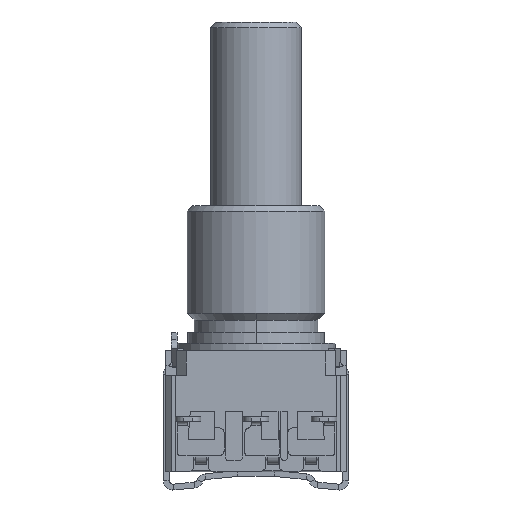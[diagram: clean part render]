
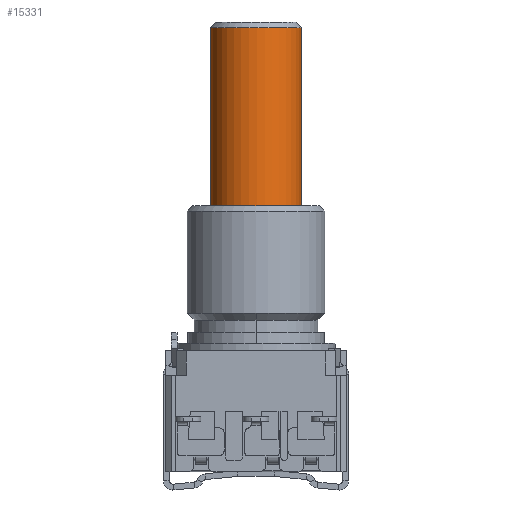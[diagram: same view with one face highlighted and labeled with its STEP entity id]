
A CAD part, front view. The second image highlights one B-rep face of the part: STEP entity #15331.
In plain terms, the highlighted cylindrical face has radius 3.151 mm (diameter 6.302 mm), a partial arc.
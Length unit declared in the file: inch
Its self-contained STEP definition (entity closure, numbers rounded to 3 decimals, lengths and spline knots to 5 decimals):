
#15194=CARTESIAN_POINT('',(-0.751,0.,0.));
#15195=DIRECTION('',(1.,0.,0.));
#15196=DIRECTION('',(0.,0.,1.));
#15197=AXIS2_PLACEMENT_3D('',#15194,#15195,#15196);
#15204=DIRECTION('',(1.,0.,0.));
#15205=VECTOR('',#15204,0.761);
#15206=CARTESIAN_POINT('',(-0.751,0.,-0.12405));
#15207=LINE('',#15206,#15205);
#15213=DIRECTION('',(1.,0.,0.));
#15214=VECTOR('',#15213,0.761);
#15215=CARTESIAN_POINT('',(-0.751,0.,0.12405));
#15216=LINE('',#15215,#15214);
#15222=CARTESIAN_POINT('',(0.01,0.,0.));
#15223=DIRECTION('',(1.,0.,0.));
#15224=DIRECTION('',(0.,0.,1.));
#15225=AXIS2_PLACEMENT_3D('',#15222,#15223,#15224);
#15231=CARTESIAN_POINT('',(0.01,0.,-0.12405));
#15232=CARTESIAN_POINT('',(0.01,0.,0.12405));
#15233=VERTEX_POINT('',#15231);
#15234=VERTEX_POINT('',#15232);
#15235=CARTESIAN_POINT('',(-0.751,0.,0.12405));
#15236=CARTESIAN_POINT('',(-0.751,0.,-0.12405));
#15237=VERTEX_POINT('',#15235);
#15238=VERTEX_POINT('',#15236);
#15319=CARTESIAN_POINT('',(-0.766,0.,0.));
#15320=DIRECTION('',(1.,0.,0.));
#15321=DIRECTION('',(0.,0.,-1.));
#15322=AXIS2_PLACEMENT_3D('',#15319,#15320,#15321);
#15323=CYLINDRICAL_SURFACE('',#15322,0.12405);
#15324=ORIENTED_EDGE('',*,*,#15291,.F.);
#15325=ORIENTED_EDGE('',*,*,#15310,.T.);
#15327=ORIENTED_EDGE('',*,*,#15326,.T.);
#15328=ORIENTED_EDGE('',*,*,#15306,.F.);
#15329=EDGE_LOOP('',(#15324,#15325,#15327,#15328));
#15330=FACE_OUTER_BOUND('',#15329,.F.);
#15331=ADVANCED_FACE('',(#15330),#15323,.T.);
#15198=CIRCLE('',#15197,0.12405);
#15226=CIRCLE('',#15225,0.12405);
#15291=EDGE_CURVE('',#15237,#15238,#15198,.T.);
#15306=EDGE_CURVE('',#15238,#15233,#15207,.T.);
#15310=EDGE_CURVE('',#15237,#15234,#15216,.T.);
#15326=EDGE_CURVE('',#15234,#15233,#15226,.T.);
